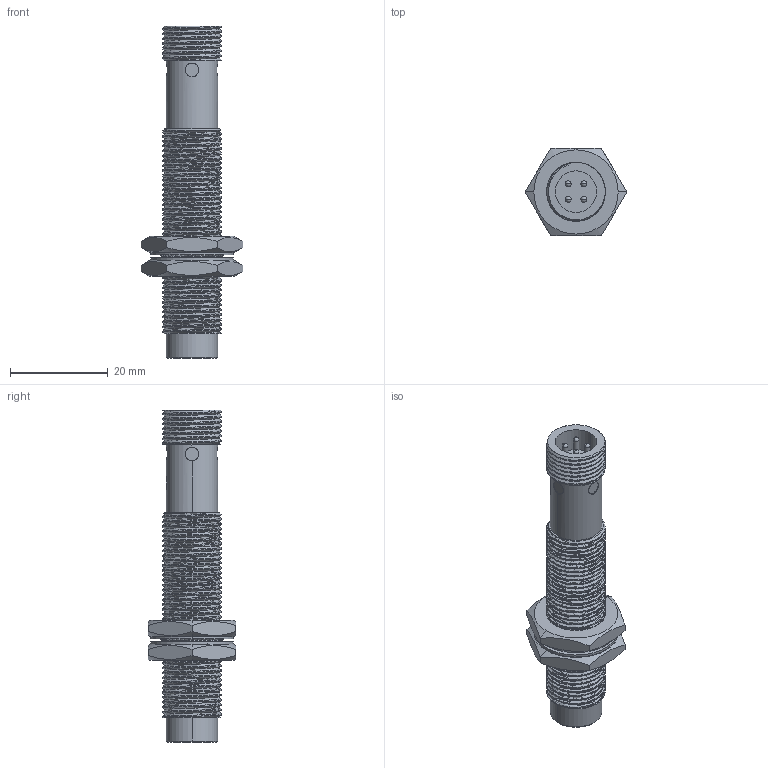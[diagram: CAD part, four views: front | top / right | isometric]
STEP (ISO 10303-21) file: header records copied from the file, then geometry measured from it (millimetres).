
FILE_DESCRIPTION((''),'2;1');
FILE_NAME('TRN12-E2_ASM','2018-08-02T',('Gavin'),(''),'PRO/ENGINEER BY PARAMETRIC TECHNOLOGY CORPORATION, 2009440','PRO/ENGINEER BY PARAMETRIC TECHNOLOGY CORPORATION, 2009440','');
FILE_SCHEMA(('CONFIG_CONTROL_DESIGN'));
Products named in the file (8): _M12X1_____-_LPATTERN10_-1162; _M12_________-___________1-5512; ____-____1_3_; ____-____4; _M12X1_____-_LPATTERN10_-37798; _M12_________-___________-40863; M12-___________ASM; TRN12-E2_ASM
Assembly tree (7 placements, depth 3):
  TRN12-E2_ASM
    M12-___________ASM
      _M12X1_____-_LPATTERN10_-1162
      _M12_________-___________1-5512
      ____-____1_3_
      ____-____4
      _M12X1_____-_LPATTERN10_-37798
      _M12_________-___________-40863
Bounding box: 20.78 x 18 x 68 mm (x, y, z)
Volume: 7947.1 mm3; surface area: 5876.5 mm2
Topology: 6 solids, 6 shells, 785 faces, 2290 edges, 1507 vertices
Faces by surface type: plane 482, cylinder 247, cone 38, bspline 8, sphere 8, torus 2
Entity records: 47132 total; most frequent: CARTESIAN_POINT 26719, ORIENTED_EDGE 4564, DIRECTION 3771, EDGE_CURVE 2282, VECTOR 1555, LINE 1555, VERTEX_POINT 1507, AXIS2_PLACEMENT_3D 1108
